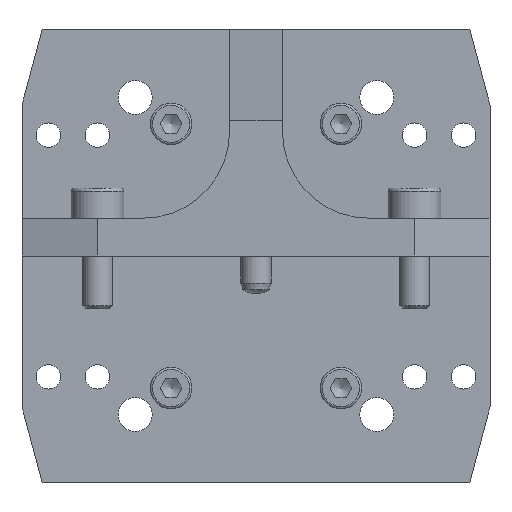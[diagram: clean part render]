
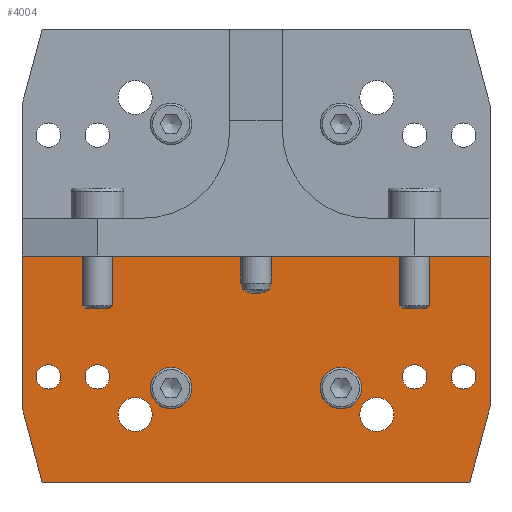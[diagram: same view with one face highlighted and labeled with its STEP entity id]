
A CAD part, front view. The second image highlights one B-rep face of the part: STEP entity #4004.
In plain terms, the highlighted planar face has unit normal (0, -1, 0).
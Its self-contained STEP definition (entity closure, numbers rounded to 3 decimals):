
#123=FACE_BOUND('',#675,.T.);
#124=FACE_BOUND('',#676,.T.);
#125=FACE_BOUND('',#677,.T.);
#126=FACE_BOUND('',#678,.T.);
#127=FACE_BOUND('',#679,.T.);
#128=FACE_BOUND('',#680,.T.);
#129=FACE_BOUND('',#681,.T.);
#130=FACE_BOUND('',#682,.T.);
#246=PLANE('',#4436);
#443=FACE_OUTER_BOUND('',#674,.T.);
#674=EDGE_LOOP('',(#3304,#3305,#3306,#3307,#3308,#3309));
#675=EDGE_LOOP('',(#3310,#3311));
#676=EDGE_LOOP('',(#3312,#3313));
#677=EDGE_LOOP('',(#3314));
#678=EDGE_LOOP('',(#3315));
#679=EDGE_LOOP('',(#3316));
#680=EDGE_LOOP('',(#3317));
#681=EDGE_LOOP('',(#3318,#3319));
#682=EDGE_LOOP('',(#3320,#3321));
#928=LINE('',#6733,#1159);
#936=LINE('',#6748,#1167);
#942=LINE('',#6776,#1173);
#947=LINE('',#6795,#1178);
#950=LINE('',#6801,#1181);
#951=LINE('',#6802,#1182);
#1159=VECTOR('',#5406,10.);
#1167=VECTOR('',#5416,10.);
#1173=VECTOR('',#5442,10.);
#1178=VECTOR('',#5461,10.);
#1181=VECTOR('',#5466,10.);
#1182=VECTOR('',#5467,10.);
#1284=CIRCLE('',#4182,2.75);
#1285=CIRCLE('',#4183,2.75);
#1303=CIRCLE('',#4216,2.75);
#1304=CIRCLE('',#4217,2.75);
#1426=CIRCLE('',#4437,1.621);
#1427=CIRCLE('',#4438,1.621);
#1428=CIRCLE('',#4439,1.621);
#1429=CIRCLE('',#4440,1.621);
#1430=CIRCLE('',#4441,2.25);
#1431=CIRCLE('',#4442,2.25);
#1432=CIRCLE('',#4443,2.25);
#1433=CIRCLE('',#4444,2.25);
#1588=VERTEX_POINT('',#6027);
#1589=VERTEX_POINT('',#6028);
#1619=VERTEX_POINT('',#6129);
#1620=VERTEX_POINT('',#6130);
#1804=VERTEX_POINT('',#6730);
#1805=VERTEX_POINT('',#6732);
#1811=VERTEX_POINT('',#6746);
#1823=VERTEX_POINT('',#6774);
#1830=VERTEX_POINT('',#6794);
#1832=VERTEX_POINT('',#6800);
#1833=VERTEX_POINT('',#6803);
#1834=VERTEX_POINT('',#6805);
#1835=VERTEX_POINT('',#6807);
#1836=VERTEX_POINT('',#6809);
#1837=VERTEX_POINT('',#6811);
#1838=VERTEX_POINT('',#6812);
#1839=VERTEX_POINT('',#6815);
#1840=VERTEX_POINT('',#6816);
#2026=EDGE_CURVE('',#1588,#1589,#1284,.T.);
#2027=EDGE_CURVE('',#1589,#1588,#1285,.T.);
#2068=EDGE_CURVE('',#1619,#1620,#1303,.T.);
#2069=EDGE_CURVE('',#1620,#1619,#1304,.T.);
#2324=EDGE_CURVE('',#1805,#1804,#928,.T.);
#2332=EDGE_CURVE('',#1804,#1811,#936,.T.);
#2346=EDGE_CURVE('',#1811,#1823,#942,.T.);
#2355=EDGE_CURVE('',#1830,#1823,#947,.T.);
#2358=EDGE_CURVE('',#1830,#1832,#950,.T.);
#2359=EDGE_CURVE('',#1805,#1832,#951,.T.);
#2360=EDGE_CURVE('',#1833,#1833,#1426,.T.);
#2361=EDGE_CURVE('',#1834,#1834,#1427,.T.);
#2362=EDGE_CURVE('',#1835,#1835,#1428,.T.);
#2363=EDGE_CURVE('',#1836,#1836,#1429,.T.);
#2364=EDGE_CURVE('',#1837,#1838,#1430,.T.);
#2365=EDGE_CURVE('',#1838,#1837,#1431,.T.);
#2366=EDGE_CURVE('',#1839,#1840,#1432,.T.);
#2367=EDGE_CURVE('',#1840,#1839,#1433,.T.);
#3304=ORIENTED_EDGE('',*,*,#2355,.F.);
#3305=ORIENTED_EDGE('',*,*,#2358,.T.);
#3306=ORIENTED_EDGE('',*,*,#2359,.F.);
#3307=ORIENTED_EDGE('',*,*,#2324,.T.);
#3308=ORIENTED_EDGE('',*,*,#2332,.T.);
#3309=ORIENTED_EDGE('',*,*,#2346,.T.);
#3310=ORIENTED_EDGE('',*,*,#2026,.T.);
#3311=ORIENTED_EDGE('',*,*,#2027,.T.);
#3312=ORIENTED_EDGE('',*,*,#2068,.T.);
#3313=ORIENTED_EDGE('',*,*,#2069,.T.);
#3314=ORIENTED_EDGE('',*,*,#2360,.T.);
#3315=ORIENTED_EDGE('',*,*,#2361,.T.);
#3316=ORIENTED_EDGE('',*,*,#2362,.T.);
#3317=ORIENTED_EDGE('',*,*,#2363,.T.);
#3318=ORIENTED_EDGE('',*,*,#2364,.T.);
#3319=ORIENTED_EDGE('',*,*,#2365,.T.);
#3320=ORIENTED_EDGE('',*,*,#2366,.T.);
#3321=ORIENTED_EDGE('',*,*,#2367,.T.);
#4004=ADVANCED_FACE('',(#443,#123,#124,#125,#126,#127,#128,#129,#130),#246,
 .T.);
#4182=AXIS2_PLACEMENT_3D('',#6029,#4808,#4809);
#4183=AXIS2_PLACEMENT_3D('',#6030,#4810,#4811);
#4216=AXIS2_PLACEMENT_3D('',#6131,#4892,#4893);
#4217=AXIS2_PLACEMENT_3D('',#6132,#4894,#4895);
#4436=AXIS2_PLACEMENT_3D('',#6799,#5464,#5465);
#4437=AXIS2_PLACEMENT_3D('',#6804,#5468,#5469);
#4438=AXIS2_PLACEMENT_3D('',#6806,#5470,#5471);
#4439=AXIS2_PLACEMENT_3D('',#6808,#5472,#5473);
#4440=AXIS2_PLACEMENT_3D('',#6810,#5474,#5475);
#4441=AXIS2_PLACEMENT_3D('',#6813,#5476,#5477);
#4442=AXIS2_PLACEMENT_3D('',#6814,#5478,#5479);
#4443=AXIS2_PLACEMENT_3D('',#6817,#5480,#5481);
#4444=AXIS2_PLACEMENT_3D('',#6818,#5482,#5483);
#4808=DIRECTION('center_axis',(0.,1.,0.));
#4809=DIRECTION('ref_axis',(0.,0.,
1.));
#4810=DIRECTION('center_axis',(0.,1.,0.));
#4811=DIRECTION('ref_axis',(0.,0.,
1.));
#4892=DIRECTION('center_axis',(0.,1.,0.));
#4893=DIRECTION('ref_axis',(0.,0.,
1.));
#4894=DIRECTION('center_axis',(0.,1.,0.));
#4895=DIRECTION('ref_axis',(0.,0.,
1.));
#5406=DIRECTION('',(0.,0.,1.));
#5416=DIRECTION('',(-1.,0.,0.));
#5442=DIRECTION('',(0.,0.,-1.));
#5461=DIRECTION('',(-0.259,0.,0.966));
#5464=DIRECTION('center_axis',(0.,-1.,0.));
#5465=DIRECTION('ref_axis',(1.,0.,0.));
#5466=DIRECTION('',(1.,0.,0.));
#5467=DIRECTION('',(-0.259,0.,-0.966));
#5468=DIRECTION('center_axis',(0.,1.,0.));
#5469=DIRECTION('ref_axis',(-1.,0.,0.));
#5470=DIRECTION('center_axis',(0.,1.,0.));
#5471=DIRECTION('ref_axis',(-1.,0.,0.));
#5472=DIRECTION('center_axis',(0.,1.,0.));
#5473=DIRECTION('ref_axis',(-1.,0.,0.));
#5474=DIRECTION('center_axis',(0.,1.,0.));
#5475=DIRECTION('ref_axis',(-1.,0.,0.));
#5476=DIRECTION('center_axis',(0.,1.,0.));
#5477=DIRECTION('ref_axis',(1.,0.,0.));
#5478=DIRECTION('center_axis',(0.,1.,0.));
#5479=DIRECTION('ref_axis',(1.,0.,0.));
#5480=DIRECTION('center_axis',(0.,1.,0.));
#5481=DIRECTION('ref_axis',(1.,0.,0.));
#5482=DIRECTION('center_axis',(0.,1.,0.));
#5483=DIRECTION('ref_axis',(1.,0.,0.));
#6027=CARTESIAN_POINT('',(11.25,-5.,15.25));
#6028=CARTESIAN_POINT('',(11.25,-5.,9.75));
#6029=CARTESIAN_POINT('Origin',(11.25,-5.,12.5));
#6030=CARTESIAN_POINT('Origin',(11.25,-5.,12.5));
#6129=CARTESIAN_POINT('',(-11.25,-5.,15.25));
#6130=CARTESIAN_POINT('',(-11.25,-5.,9.75));
#6131=CARTESIAN_POINT('Origin',(-11.25,-5.,12.5));
#6132=CARTESIAN_POINT('Origin',(-11.25,-5.,12.5));
#6730=CARTESIAN_POINT('',(31.,-5.,30.));
#6732=CARTESIAN_POINT('',(31.,-5.,10.));
#6733=CARTESIAN_POINT('',(31.,-5.,0.));
#6746=CARTESIAN_POINT('',(-31.,-5.,30.));
#6748=CARTESIAN_POINT('',(-15.5,-5.,30.));
#6774=CARTESIAN_POINT('',(-31.,-5.,10.));
#6776=CARTESIAN_POINT('',(-31.,-5.,60.));
#6794=CARTESIAN_POINT('',(-28.321,-5.,0.));
#6795=CARTESIAN_POINT('',(-31.792,-5.,12.955));
#6799=CARTESIAN_POINT('Origin',(0.,-5.,30.));
#6800=CARTESIAN_POINT('',(28.321,-5.,0.));
#6801=CARTESIAN_POINT('',(-31.,-5.,0.));
#6802=CARTESIAN_POINT('',(31.792,-5.,12.955));
#6803=CARTESIAN_POINT('',(-19.379,-5.,14.));
#6804=CARTESIAN_POINT('Origin',(-21.,-5.,14.));
#6805=CARTESIAN_POINT('',(22.621,-5.,14.));
#6806=CARTESIAN_POINT('Origin',(21.,-5.,14.));
#6807=CARTESIAN_POINT('',(-25.879,-5.,14.));
#6808=CARTESIAN_POINT('Origin',(-27.5,-5.,14.));
#6809=CARTESIAN_POINT('',(29.121,-5.,14.));
#6810=CARTESIAN_POINT('Origin',(27.5,-5.,14.));
#6811=CARTESIAN_POINT('',(18.25,-5.,9.));
#6812=CARTESIAN_POINT('',(13.75,-5.,9.));
#6813=CARTESIAN_POINT('Origin',(16.,-5.,9.));
#6814=CARTESIAN_POINT('Origin',(16.,-5.,9.));
#6815=CARTESIAN_POINT('',(-13.75,-5.,9.));
#6816=CARTESIAN_POINT('',(-18.25,-5.,9.));
#6817=CARTESIAN_POINT('Origin',(-16.,-5.,9.));
#6818=CARTESIAN_POINT('Origin',(-16.,-5.,9.));
